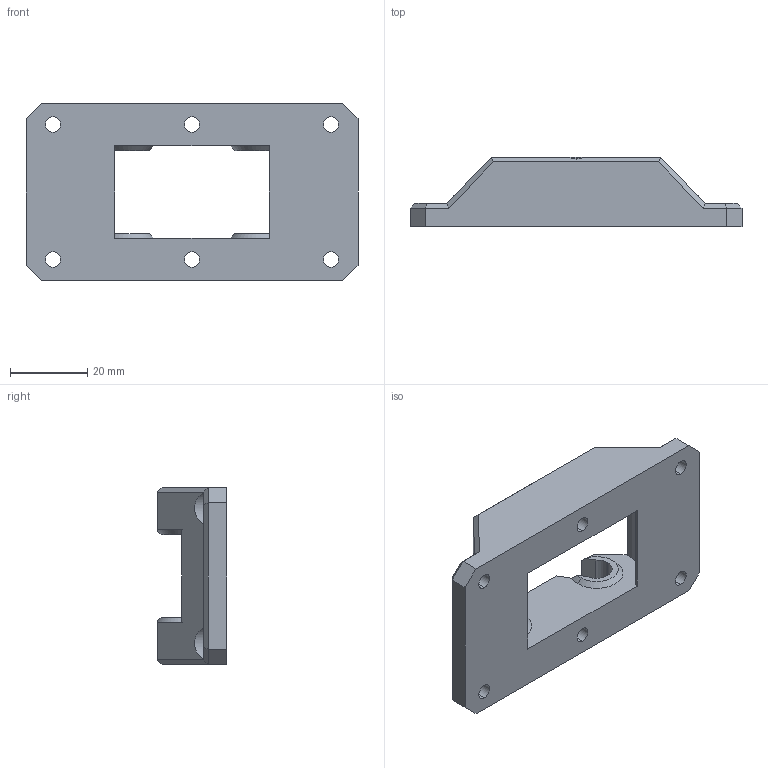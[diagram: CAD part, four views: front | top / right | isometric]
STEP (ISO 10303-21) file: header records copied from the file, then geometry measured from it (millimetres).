
FILE_DESCRIPTION (( 'STEP AP214' ), '1' );
FILE_NAME ('X Carriage Belt Idler.STEP', '2020-02-12T12:31:29', ( '' ), ( '' ), 'SwSTEP 2.0', 'SolidWorks 2019', '' );
FILE_SCHEMA (( 'AUTOMOTIVE_DESIGN' ));
Length unit declared in the file: millimetre
Products named in the file (1): X Carriage Belt Idler
Bounding box: 86 x 18 x 46 mm (x, y, z)
Volume: 27538.5 mm3; surface area: 12894.7 mm2
Topology: 1 solids, 1 shells, 94 faces, 263 edges, 170 vertices
Faces by surface type: plane 53, cylinder 29, cone 12
Entity records: 3091 total; most frequent: CARTESIAN_POINT 588, ORIENTED_EDGE 526, DIRECTION 511, EDGE_CURVE 263, AXIS2_PLACEMENT_3D 173, VERTEX_POINT 170, LINE 165, VECTOR 165
